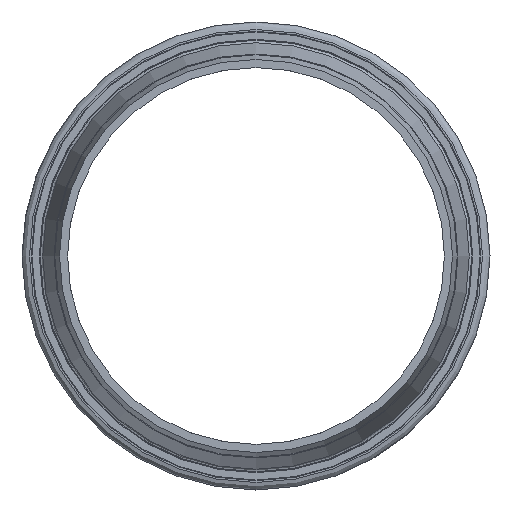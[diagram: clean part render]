
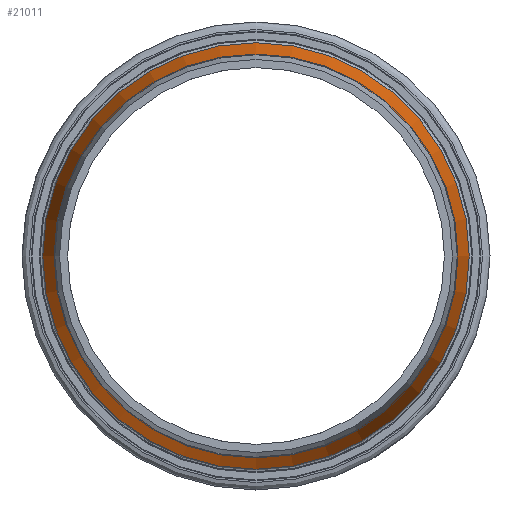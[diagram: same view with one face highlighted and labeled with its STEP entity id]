
A CAD part, front view. The second image highlights one B-rep face of the part: STEP entity #21011.
In plain terms, the highlighted conical face has half-angle 15 degrees and reference radius 82.4 mm.
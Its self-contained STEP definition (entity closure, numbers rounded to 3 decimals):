
#35=CONICAL_SURFACE('',#23263,82.4,0.262);
#1644=CIRCLE('',#23262,84.8);
#1645=CIRCLE('',#23264,80.);
#3103=FACE_OUTER_BOUND('',#4266,.T.);
#4266=EDGE_LOOP('',(#18359,#18360,#18361,#18362));
#5465=LINE('',#51703,#6544);
#6544=VECTOR('',#28743,82.4);
#9727=VERTEX_POINT('',#51697);
#9728=VERTEX_POINT('',#51701);
#12938=EDGE_CURVE('',#9727,#9727,#1644,.T.);
#12940=EDGE_CURVE('',#9728,#9728,#1645,.T.);
#12941=EDGE_CURVE('',#9728,#9727,#5465,.T.);
#18359=ORIENTED_EDGE('',*,*,#12940,.F.);
#18360=ORIENTED_EDGE('',*,*,#12941,.T.);
#18361=ORIENTED_EDGE('',*,*,#12938,.T.);
#18362=ORIENTED_EDGE('',*,*,#12941,.F.);
#21011=ADVANCED_FACE('',(#3103),#35,.T.);
#23262=AXIS2_PLACEMENT_3D('',#51698,#28736,#28737);
#23263=AXIS2_PLACEMENT_3D('',#51700,#28739,#28740);
#23264=AXIS2_PLACEMENT_3D('',#51702,#28741,#28742);
#28736=DIRECTION('center_axis',(0.,-1.,0.));
#28737=DIRECTION('ref_axis',(1.,0.,0.));
#28739=DIRECTION('center_axis',(0.,1.,0.));
#28740=DIRECTION('ref_axis',(-1.,0.,0.));
#28741=DIRECTION('center_axis',(0.,-1.,0.));
#28742=DIRECTION('ref_axis',(1.,0.,0.));
#28743=DIRECTION('',(0.259,0.966,0.));
#51697=CARTESIAN_POINT('',(84.8,-2.138,0.));
#51698=CARTESIAN_POINT('Origin',(0.,-2.138,0.));
#51700=CARTESIAN_POINT('Origin',(0.,-11.095,0.));
#51701=CARTESIAN_POINT('',(80.,-20.052,0.));
#51702=CARTESIAN_POINT('Origin',(0.,-20.052,0.));
#51703=CARTESIAN_POINT('',(82.4,-11.095,0.));
